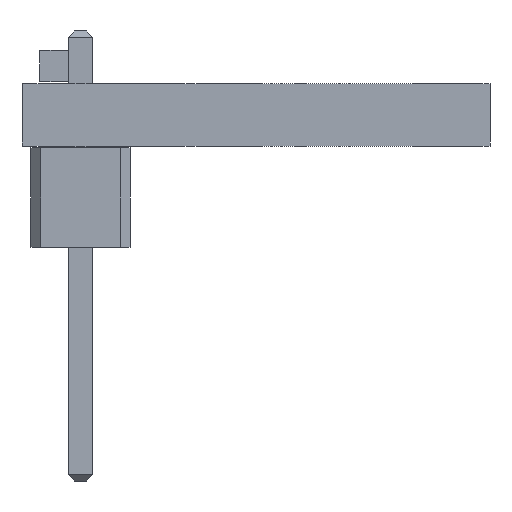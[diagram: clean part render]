
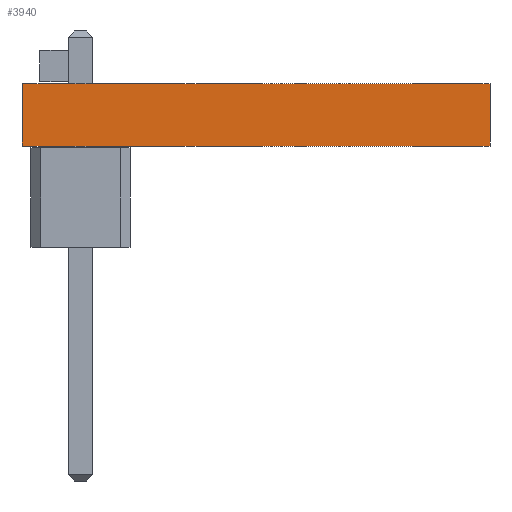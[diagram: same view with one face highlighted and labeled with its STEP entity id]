
A CAD part, left-side view. The second image highlights one B-rep face of the part: STEP entity #3940.
In plain terms, the highlighted planar face has unit normal (-1, 0, 0).
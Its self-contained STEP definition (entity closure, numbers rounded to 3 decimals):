
#3824 = EDGE_CURVE('',#3825,#3827,#3829,.T.);
#3825 = VERTEX_POINT('',#3826);
#3826 = CARTESIAN_POINT('',(-6.,6.,0.));
#3827 = VERTEX_POINT('',#3828);
#3828 = CARTESIAN_POINT('',(-6.,6.,1.6));
#3829 = SURFACE_CURVE('',#3830,(#3834,#3846),.PCURVE_S1.);
#3830 = LINE('',#3831,#3832);
#3831 = CARTESIAN_POINT('',(-6.,6.,0.));
#3832 = VECTOR('',#3833,1.);
#3833 = DIRECTION('',(0.,0.,1.));
#3834 = PCURVE('',#3835,#3840);
#3835 = PLANE('',#3836);
#3836 = AXIS2_PLACEMENT_3D('',#3837,#3838,#3839);
#3837 = CARTESIAN_POINT('',(-6.,6.,0.));
#3838 = DIRECTION('',(0.,1.,0.));
#3839 = DIRECTION('',(1.,0.,0.));
#3840 = DEFINITIONAL_REPRESENTATION('',(#3841),#3845);
#3841 = LINE('',#3842,#3843);
#3842 = CARTESIAN_POINT('',(0.,0.));
#3843 = VECTOR('',#3844,1.);
#3844 = DIRECTION('',(0.,-1.));
#3845 = ( GEOMETRIC_REPRESENTATION_CONTEXT(2) 
PARAMETRIC_REPRESENTATION_CONTEXT() REPRESENTATION_CONTEXT('2D SPACE',''
  ) );
#3846 = PCURVE('',#3847,#3852);
#3847 = PLANE('',#3848);
#3848 = AXIS2_PLACEMENT_3D('',#3849,#3850,#3851);
#3849 = CARTESIAN_POINT('',(-6.,-6.,0.));
#3850 = DIRECTION('',(-1.,0.,0.));
#3851 = DIRECTION('',(0.,1.,0.));
#3852 = DEFINITIONAL_REPRESENTATION('',(#3853),#3857);
#3853 = LINE('',#3854,#3855);
#3854 = CARTESIAN_POINT('',(12.,0.));
#3855 = VECTOR('',#3856,1.);
#3856 = DIRECTION('',(0.,-1.));
#3857 = ( GEOMETRIC_REPRESENTATION_CONTEXT(2) 
PARAMETRIC_REPRESENTATION_CONTEXT() REPRESENTATION_CONTEXT('2D SPACE',''
  ) );
#3875 = PLANE('',#3876);
#3876 = AXIS2_PLACEMENT_3D('',#3877,#3878,#3879);
#3877 = CARTESIAN_POINT('',(-0.247,0.,1.6));
#3878 = DIRECTION('',(-0.,-0.,-1.));
#3879 = DIRECTION('',(-1.,0.,0.));
#3929 = PLANE('',#3930);
#3930 = AXIS2_PLACEMENT_3D('',#3931,#3932,#3933);
#3931 = CARTESIAN_POINT('',(-0.247,0.,0.));
#3932 = DIRECTION('',(-0.,-0.,-1.));
#3933 = DIRECTION('',(-1.,0.,0.));
#3940 = ADVANCED_FACE('',(#3941),#3847,.T.);
#3941 = FACE_BOUND('',#3942,.T.);
#3942 = EDGE_LOOP('',(#3943,#3973,#3994,#3995));
#3943 = ORIENTED_EDGE('',*,*,#3944,.T.);
#3944 = EDGE_CURVE('',#3945,#3947,#3949,.T.);
#3945 = VERTEX_POINT('',#3946);
#3946 = CARTESIAN_POINT('',(-6.,-6.,0.));
#3947 = VERTEX_POINT('',#3948);
#3948 = CARTESIAN_POINT('',(-6.,-6.,1.6));
#3949 = SURFACE_CURVE('',#3950,(#3954,#3961),.PCURVE_S1.);
#3950 = LINE('',#3951,#3952);
#3951 = CARTESIAN_POINT('',(-6.,-6.,0.));
#3952 = VECTOR('',#3953,1.);
#3953 = DIRECTION('',(0.,0.,1.));
#3954 = PCURVE('',#3847,#3955);
#3955 = DEFINITIONAL_REPRESENTATION('',(#3956),#3960);
#3956 = LINE('',#3957,#3958);
#3957 = CARTESIAN_POINT('',(0.,0.));
#3958 = VECTOR('',#3959,1.);
#3959 = DIRECTION('',(0.,-1.));
#3960 = ( GEOMETRIC_REPRESENTATION_CONTEXT(2) 
PARAMETRIC_REPRESENTATION_CONTEXT() REPRESENTATION_CONTEXT('2D SPACE',''
  ) );
#3961 = PCURVE('',#3962,#3967);
#3962 = PLANE('',#3963);
#3963 = AXIS2_PLACEMENT_3D('',#3964,#3965,#3966);
#3964 = CARTESIAN_POINT('',(4.,-6.,0.));
#3965 = DIRECTION('',(0.,-1.,0.));
#3966 = DIRECTION('',(-1.,0.,0.));
#3967 = DEFINITIONAL_REPRESENTATION('',(#3968),#3972);
#3968 = LINE('',#3969,#3970);
#3969 = CARTESIAN_POINT('',(10.,0.));
#3970 = VECTOR('',#3971,1.);
#3971 = DIRECTION('',(0.,-1.));
#3972 = ( GEOMETRIC_REPRESENTATION_CONTEXT(2) 
PARAMETRIC_REPRESENTATION_CONTEXT() REPRESENTATION_CONTEXT('2D SPACE',''
  ) );
#3973 = ORIENTED_EDGE('',*,*,#3974,.T.);
#3974 = EDGE_CURVE('',#3947,#3827,#3975,.T.);
#3975 = SURFACE_CURVE('',#3976,(#3980,#3987),.PCURVE_S1.);
#3976 = LINE('',#3977,#3978);
#3977 = CARTESIAN_POINT('',(-6.,-6.,1.6));
#3978 = VECTOR('',#3979,1.);
#3979 = DIRECTION('',(0.,1.,0.));
#3980 = PCURVE('',#3847,#3981);
#3981 = DEFINITIONAL_REPRESENTATION('',(#3982),#3986);
#3982 = LINE('',#3983,#3984);
#3983 = CARTESIAN_POINT('',(0.,-1.6));
#3984 = VECTOR('',#3985,1.);
#3985 = DIRECTION('',(1.,0.));
#3986 = ( GEOMETRIC_REPRESENTATION_CONTEXT(2) 
PARAMETRIC_REPRESENTATION_CONTEXT() REPRESENTATION_CONTEXT('2D SPACE',''
  ) );
#3987 = PCURVE('',#3875,#3988);
#3988 = DEFINITIONAL_REPRESENTATION('',(#3989),#3993);
#3989 = LINE('',#3990,#3991);
#3990 = CARTESIAN_POINT('',(5.753,-6.));
#3991 = VECTOR('',#3992,1.);
#3992 = DIRECTION('',(0.,1.));
#3993 = ( GEOMETRIC_REPRESENTATION_CONTEXT(2) 
PARAMETRIC_REPRESENTATION_CONTEXT() REPRESENTATION_CONTEXT('2D SPACE',''
  ) );
#3994 = ORIENTED_EDGE('',*,*,#3824,.F.);
#3995 = ORIENTED_EDGE('',*,*,#3996,.F.);
#3996 = EDGE_CURVE('',#3945,#3825,#3997,.T.);
#3997 = SURFACE_CURVE('',#3998,(#4002,#4009),.PCURVE_S1.);
#3998 = LINE('',#3999,#4000);
#3999 = CARTESIAN_POINT('',(-6.,-6.,0.));
#4000 = VECTOR('',#4001,1.);
#4001 = DIRECTION('',(0.,1.,0.));
#4002 = PCURVE('',#3847,#4003);
#4003 = DEFINITIONAL_REPRESENTATION('',(#4004),#4008);
#4004 = LINE('',#4005,#4006);
#4005 = CARTESIAN_POINT('',(0.,0.));
#4006 = VECTOR('',#4007,1.);
#4007 = DIRECTION('',(1.,0.));
#4008 = ( GEOMETRIC_REPRESENTATION_CONTEXT(2) 
PARAMETRIC_REPRESENTATION_CONTEXT() REPRESENTATION_CONTEXT('2D SPACE',''
  ) );
#4009 = PCURVE('',#3929,#4010);
#4010 = DEFINITIONAL_REPRESENTATION('',(#4011),#4015);
#4011 = LINE('',#4012,#4013);
#4012 = CARTESIAN_POINT('',(5.753,-6.));
#4013 = VECTOR('',#4014,1.);
#4014 = DIRECTION('',(0.,1.));
#4015 = ( GEOMETRIC_REPRESENTATION_CONTEXT(2) 
PARAMETRIC_REPRESENTATION_CONTEXT() REPRESENTATION_CONTEXT('2D SPACE',''
  ) );
